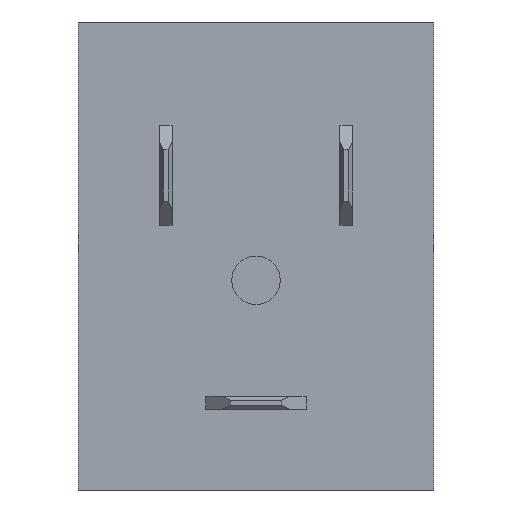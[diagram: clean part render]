
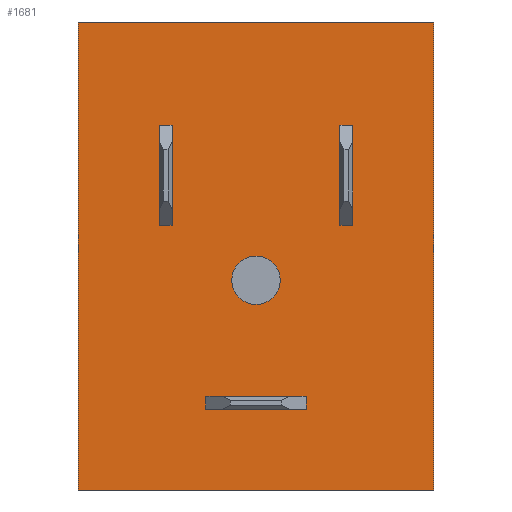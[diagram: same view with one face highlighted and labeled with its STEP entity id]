
A CAD part, front view. The second image highlights one B-rep face of the part: STEP entity #1681.
In plain terms, the highlighted planar face has unit normal (0, -1, 0).
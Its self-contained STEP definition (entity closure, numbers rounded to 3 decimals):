
#437=CARTESIAN_POINT('',(1.65,-14.0,-1.75));
#438=VERTEX_POINT('',#437);
#454=CARTESIAN_POINT('',(-1.35,-14.,-1.75));
#455=VERTEX_POINT('',#454);
#462=CARTESIAN_POINT('',(0.15,-14.,-1.75));
#463=DIRECTION('',(0.0,1.0,0.0));
#464=DIRECTION('',(1.0,0.0,0.0));
#465=AXIS2_PLACEMENT_3D('',#462,#463,#464);
#466=CIRCLE('',#465,1.5);
#467=EDGE_CURVE('',#438,#455,#466,.T.);
#478=CARTESIAN_POINT('',(0.15,-14.,-1.75));
#479=DIRECTION('',(0.0,1.0,0.0));
#480=DIRECTION('',(1.0,0.0,0.0));
#481=AXIS2_PLACEMENT_3D('',#478,#479,#480);
#482=CIRCLE('',#481,1.5);
#483=EDGE_CURVE('',#455,#438,#482,.T.);
#736=CARTESIAN_POINT('',(5.35,-14.0,1.65));
#737=VERTEX_POINT('',#736);
#744=CARTESIAN_POINT('',(6.15,-14.0,1.65));
#745=VERTEX_POINT('',#744);
#746=CARTESIAN_POINT('',(6.15,-14.0,1.65));
#747=DIRECTION('',(-1.0,0.0,0.0));
#748=VECTOR('',#747,0.8);
#749=LINE('',#746,#748);
#750=EDGE_CURVE('',#745,#737,#749,.T.);
#783=CARTESIAN_POINT('',(5.35,-14.0,7.85));
#784=VERTEX_POINT('',#783);
#791=CARTESIAN_POINT('',(5.35,-14.0,1.65));
#792=DIRECTION('',(0.0,0.0,1.0));
#793=VECTOR('',#792,6.2);
#794=LINE('',#791,#793);
#795=EDGE_CURVE('',#737,#784,#794,.T.);
#881=CARTESIAN_POINT('',(6.15,-14.0,7.85));
#882=VERTEX_POINT('',#881);
#889=CARTESIAN_POINT('',(5.35,-14.0,7.85));
#890=DIRECTION('',(1.0,0.0,0.0));
#891=VECTOR('',#890,0.8);
#892=LINE('',#889,#891);
#893=EDGE_CURVE('',#784,#882,#892,.T.);
#1075=CARTESIAN_POINT('',(-5.85,-14.0,7.85));
#1076=VERTEX_POINT('',#1075);
#1083=CARTESIAN_POINT('',(-5.85,-14.0,1.65));
#1084=VERTEX_POINT('',#1083);
#1085=CARTESIAN_POINT('',(-5.85,-14.0,1.65));
#1086=DIRECTION('',(0.0,0.0,1.0));
#1087=VECTOR('',#1086,6.2);
#1088=LINE('',#1085,#1087);
#1089=EDGE_CURVE('',#1084,#1076,#1088,.T.);
#1116=CARTESIAN_POINT('',(-5.05,-14.0,7.85));
#1117=VERTEX_POINT('',#1116);
#1124=CARTESIAN_POINT('',(-5.85,-14.0,7.85));
#1125=DIRECTION('',(1.0,0.0,0.0));
#1126=VECTOR('',#1125,0.8);
#1127=LINE('',#1124,#1126);
#1128=EDGE_CURVE('',#1076,#1117,#1127,.T.);
#1140=CARTESIAN_POINT('',(-2.95,-14.0,-9.75));
#1141=VERTEX_POINT('',#1140);
#1148=CARTESIAN_POINT('',(3.25,-14.0,-9.75));
#1149=VERTEX_POINT('',#1148);
#1150=CARTESIAN_POINT('',(3.25,-14.0,-9.75));
#1151=DIRECTION('',(-1.0,0.0,0.0));
#1152=VECTOR('',#1151,6.2);
#1153=LINE('',#1150,#1152);
#1154=EDGE_CURVE('',#1149,#1141,#1153,.T.);
#1183=CARTESIAN_POINT('',(-2.95,-14.0,-8.95));
#1184=VERTEX_POINT('',#1183);
#1191=CARTESIAN_POINT('',(-2.95,-14.0,-9.75));
#1192=DIRECTION('',(0.0,0.0,1.0));
#1193=VECTOR('',#1192,0.8);
#1194=LINE('',#1191,#1193);
#1195=EDGE_CURVE('',#1141,#1184,#1194,.T.);
#1209=CARTESIAN_POINT('',(3.25,-14.0,-8.95));
#1210=VERTEX_POINT('',#1209);
#1217=CARTESIAN_POINT('',(-2.95,-14.0,-8.95));
#1218=DIRECTION('',(1.0,0.0,0.0));
#1219=VECTOR('',#1218,6.2);
#1220=LINE('',#1217,#1219);
#1221=EDGE_CURVE('',#1184,#1210,#1220,.T.);
#1278=CARTESIAN_POINT('',(-5.05,-14.0,1.65));
#1279=VERTEX_POINT('',#1278);
#1280=CARTESIAN_POINT('',(-5.05,-14.0,1.65));
#1281=DIRECTION('',(-1.0,0.0,0.0));
#1282=VECTOR('',#1281,0.8);
#1283=LINE('',#1280,#1282);
#1284=EDGE_CURVE('',#1279,#1084,#1283,.T.);
#1350=CARTESIAN_POINT('',(-5.05,-14.0,7.85));
#1351=DIRECTION('',(0.0,0.0,-1.0));
#1352=VECTOR('',#1351,6.2);
#1353=LINE('',#1350,#1352);
#1354=EDGE_CURVE('',#1117,#1279,#1353,.T.);
#1373=CARTESIAN_POINT('',(3.25,-14.0,-8.95));
#1374=DIRECTION('',(0.0,0.0,-1.0));
#1375=VECTOR('',#1374,0.8);
#1376=LINE('',#1373,#1375);
#1377=EDGE_CURVE('',#1210,#1149,#1376,.T.);
#1390=CARTESIAN_POINT('',(6.15,-14.0,7.85));
#1391=DIRECTION('',(0.0,0.0,-1.0));
#1392=VECTOR('',#1391,6.2);
#1393=LINE('',#1390,#1392);
#1394=EDGE_CURVE('',#882,#745,#1393,.T.);
#1507=CARTESIAN_POINT('',(11.15,-14.0,14.25));
#1508=VERTEX_POINT('',#1507);
#1515=CARTESIAN_POINT('',(11.15,-14.0,-14.75));
#1516=VERTEX_POINT('',#1515);
#1517=CARTESIAN_POINT('',(11.15,-14.0,-14.75));
#1518=DIRECTION('',(0.0,0.0,1.0));
#1519=VECTOR('',#1518,29.0);
#1520=LINE('',#1517,#1519);
#1521=EDGE_CURVE('',#1516,#1508,#1520,.T.);
#1554=CARTESIAN_POINT('',(-10.85,-14.0,14.25));
#1555=VERTEX_POINT('',#1554);
#1562=CARTESIAN_POINT('',(11.15,-14.0,14.25));
#1563=DIRECTION('',(-1.0,0.0,0.0));
#1564=VECTOR('',#1563,22.);
#1565=LINE('',#1562,#1564);
#1566=EDGE_CURVE('',#1508,#1555,#1565,.T.);
#1608=CARTESIAN_POINT('',(-10.85,-14.0,-14.75));
#1609=VERTEX_POINT('',#1608);
#1616=CARTESIAN_POINT('',(-10.85,-14.0,-14.75));
#1617=DIRECTION('',(0.0,0.0,1.0));
#1618=VECTOR('',#1617,29.0);
#1619=LINE('',#1616,#1618);
#1620=EDGE_CURVE('',#1609,#1555,#1619,.T.);
#1643=CARTESIAN_POINT('',(10.85,-14.0,-14.75));
#1644=DIRECTION('',(0.0,-1.0,0.0));
#1645=DIRECTION('',(0.0,0.0,-1.0));
#1646=AXIS2_PLACEMENT_3D('',#1643,#1644,#1645);
#1647=PLANE('',#1646);
#1648=ORIENTED_EDGE('',*,*,#1566,.T.);
#1649=ORIENTED_EDGE('',*,*,#1620,.F.);
#1650=CARTESIAN_POINT('',(-10.85,-14.0,-14.75));
#1651=DIRECTION('',(1.0,0.0,0.0));
#1652=VECTOR('',#1651,22.);
#1653=LINE('',#1650,#1652);
#1654=EDGE_CURVE('',#1609,#1516,#1653,.T.);
#1655=ORIENTED_EDGE('',*,*,#1654,.T.);
#1656=ORIENTED_EDGE('',*,*,#1521,.T.);
#1657=EDGE_LOOP('',(#1648,#1649,#1655,#1656));
#1658=FACE_OUTER_BOUND('',#1657,.T.);
#1659=ORIENTED_EDGE('',*,*,#467,.T.);
#1660=ORIENTED_EDGE('',*,*,#483,.T.);
#1661=EDGE_LOOP('',(#1659,#1660));
#1662=FACE_BOUND('',#1661,.T.);
#1663=ORIENTED_EDGE('',*,*,#1128,.T.);
#1664=ORIENTED_EDGE('',*,*,#1354,.T.);
#1665=ORIENTED_EDGE('',*,*,#1284,.T.);
#1666=ORIENTED_EDGE('',*,*,#1089,.T.);
#1667=EDGE_LOOP('',(#1663,#1664,#1665,#1666));
#1668=FACE_BOUND('',#1667,.T.);
#1669=ORIENTED_EDGE('',*,*,#1221,.T.);
#1670=ORIENTED_EDGE('',*,*,#1377,.T.);
#1671=ORIENTED_EDGE('',*,*,#1154,.T.);
#1672=ORIENTED_EDGE('',*,*,#1195,.T.);
#1673=EDGE_LOOP('',(#1669,#1670,#1671,#1672));
#1674=FACE_BOUND('',#1673,.T.);
#1675=ORIENTED_EDGE('',*,*,#893,.T.);
#1676=ORIENTED_EDGE('',*,*,#1394,.T.);
#1677=ORIENTED_EDGE('',*,*,#750,.T.);
#1678=ORIENTED_EDGE('',*,*,#795,.T.);
#1679=EDGE_LOOP('',(#1675,#1676,#1677,#1678));
#1680=FACE_BOUND('',#1679,.T.);
#1681=ADVANCED_FACE('',(#1658,#1662,#1668,#1674,#1680),#1647,.T.);
